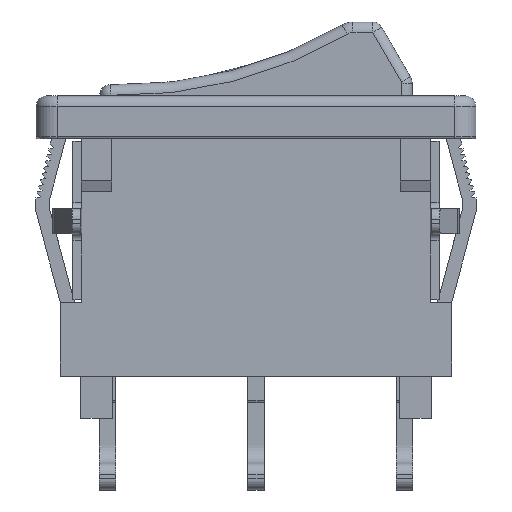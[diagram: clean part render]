
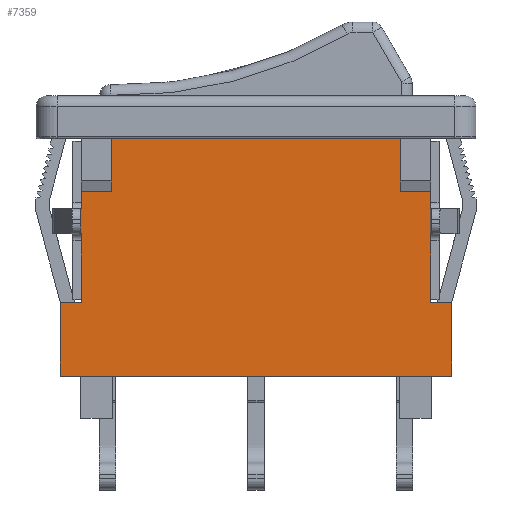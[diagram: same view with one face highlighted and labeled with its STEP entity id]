
A CAD part, left-side view. The second image highlights one B-rep face of the part: STEP entity #7359.
In plain terms, the highlighted planar face has unit normal (-1, 0, 0).
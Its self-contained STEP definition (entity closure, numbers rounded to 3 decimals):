
#240=LINE('',#9716,#870);
#248=LINE('',#9732,#878);
#254=LINE('',#9746,#884);
#255=LINE('',#9749,#885);
#256=LINE('',#9750,#886);
#257=LINE('',#9752,#887);
#258=LINE('',#9754,#888);
#259=LINE('',#9756,#889);
#260=LINE('',#9758,#890);
#261=LINE('',#9760,#891);
#262=LINE('',#9762,#892);
#263=LINE('',#9764,#893);
#264=LINE('',#9766,#894);
#265=LINE('',#9768,#895);
#266=LINE('',#9770,#896);
#267=LINE('',#9772,#897);
#268=LINE('',#9774,#898);
#269=LINE('',#9776,#899);
#270=LINE('',#9778,#900);
#271=LINE('',#9779,#901);
#870=VECTOR('',#8145,1000.);
#878=VECTOR('',#8153,1000.);
#884=VECTOR('',#8163,1000.);
#885=VECTOR('',#8164,1000.);
#886=VECTOR('',#8165,1000.);
#887=VECTOR('',#8166,1000.);
#888=VECTOR('',#8167,1000.);
#889=VECTOR('',#8168,1000.);
#890=VECTOR('',#8169,1000.);
#891=VECTOR('',#8170,1000.);
#892=VECTOR('',#8171,1000.);
#893=VECTOR('',#8172,1000.);
#894=VECTOR('',#8173,1000.);
#895=VECTOR('',#8174,1000.);
#896=VECTOR('',#8175,1000.);
#897=VECTOR('',#8176,1000.);
#898=VECTOR('',#8177,1000.);
#899=VECTOR('',#8178,1000.);
#900=VECTOR('',#8179,1000.);
#901=VECTOR('',#8180,1000.);
#1486=PLANE('',#7660);
#1722=ORIENTED_EDGE('',*,*,#3332,.F.);
#1723=ORIENTED_EDGE('',*,*,#3333,.T.);
#1724=ORIENTED_EDGE('',*,*,#3325,.T.);
#1725=ORIENTED_EDGE('',*,*,#3334,.T.);
#1726=ORIENTED_EDGE('',*,*,#3335,.T.);
#1727=ORIENTED_EDGE('',*,*,#3336,.T.);
#1728=ORIENTED_EDGE('',*,*,#3337,.F.);
#1729=ORIENTED_EDGE('',*,*,#3338,.T.);
#1730=ORIENTED_EDGE('',*,*,#3339,.T.);
#1731=ORIENTED_EDGE('',*,*,#3340,.F.);
#1732=ORIENTED_EDGE('',*,*,#3341,.T.);
#1733=ORIENTED_EDGE('',*,*,#3342,.T.);
#1734=ORIENTED_EDGE('',*,*,#3343,.T.);
#1735=ORIENTED_EDGE('',*,*,#3344,.T.);
#1736=ORIENTED_EDGE('',*,*,#3345,.T.);
#1737=ORIENTED_EDGE('',*,*,#3346,.T.);
#1738=ORIENTED_EDGE('',*,*,#3347,.T.);
#1739=ORIENTED_EDGE('',*,*,#3348,.T.);
#1740=ORIENTED_EDGE('',*,*,#3317,.T.);
#1741=ORIENTED_EDGE('',*,*,#3349,.F.);
#3317=EDGE_CURVE('',#4122,#4121,#240,.T.);
#3325=EDGE_CURVE('',#4130,#4129,#248,.T.);
#3332=EDGE_CURVE('',#4136,#4137,#254,.T.);
#3333=EDGE_CURVE('',#4136,#4130,#255,.T.);
#3334=EDGE_CURVE('',#4129,#4138,#256,.T.);
#3335=EDGE_CURVE('',#4138,#4139,#257,.T.);
#3336=EDGE_CURVE('',#4139,#4140,#258,.T.);
#3337=EDGE_CURVE('',#4141,#4140,#259,.T.);
#3338=EDGE_CURVE('',#4141,#4142,#260,.T.);
#3339=EDGE_CURVE('',#4142,#4143,#261,.T.);
#3340=EDGE_CURVE('',#4144,#4143,#262,.T.);
#3341=EDGE_CURVE('',#4144,#4145,#263,.T.);
#3342=EDGE_CURVE('',#4145,#4146,#264,.T.);
#3343=EDGE_CURVE('',#4146,#4147,#265,.T.);
#3344=EDGE_CURVE('',#4147,#4148,#266,.T.);
#3345=EDGE_CURVE('',#4148,#4149,#267,.T.);
#3346=EDGE_CURVE('',#4149,#4150,#268,.T.);
#3347=EDGE_CURVE('',#4150,#4151,#269,.T.);
#3348=EDGE_CURVE('',#4151,#4122,#270,.T.);
#3349=EDGE_CURVE('',#4137,#4121,#271,.T.);
#4121=VERTEX_POINT('',#9715);
#4122=VERTEX_POINT('',#9717);
#4129=VERTEX_POINT('',#9731);
#4130=VERTEX_POINT('',#9733);
#4136=VERTEX_POINT('',#9747);
#4137=VERTEX_POINT('',#9748);
#4138=VERTEX_POINT('',#9751);
#4139=VERTEX_POINT('',#9753);
#4140=VERTEX_POINT('',#9755);
#4141=VERTEX_POINT('',#9757);
#4142=VERTEX_POINT('',#9759);
#4143=VERTEX_POINT('',#9761);
#4144=VERTEX_POINT('',#9763);
#4145=VERTEX_POINT('',#9765);
#4146=VERTEX_POINT('',#9767);
#4147=VERTEX_POINT('',#9769);
#4148=VERTEX_POINT('',#9771);
#4149=VERTEX_POINT('',#9773);
#4150=VERTEX_POINT('',#9775);
#4151=VERTEX_POINT('',#9777);
#4647=EDGE_LOOP('',(#1722,#1723,#1724,#1725,#1726,#1727,#1728,#1729,#1730,
#1731,#1732,#1733,#1734,#1735,#1736,#1737,#1738,#1739,#1740,#1741));
#4957=FACE_BOUND('',#4647,.T.);
#7359=ADVANCED_FACE('',(#4957),#1486,.T.);
#7660=AXIS2_PLACEMENT_3D('',#9745,#8161,#8162);
#8145=DIRECTION('',(0.,0.,1.));
#8153=DIRECTION('',(0.,0.,1.));
#8161=DIRECTION('',(-1.,0.,0.));
#8162=DIRECTION('',(0.,0.,1.));
#8163=DIRECTION('',(0.,0.,-1.));
#8164=DIRECTION('',(0.,-1.,0.));
#8165=DIRECTION('',(0.,1.,0.));
#8166=DIRECTION('',(0.,0.,1.));
#8167=DIRECTION('',(0.,1.,0.));
#8168=DIRECTION('',(0.,0.,1.));
#8169=DIRECTION('',(0.,1.,0.));
#8170=DIRECTION('',(0.,0.,-1.));
#8171=DIRECTION('',(0.,1.,0.));
#8172=DIRECTION('',(0.,0.,-1.));
#8173=DIRECTION('',(0.,1.,0.));
#8174=DIRECTION('',(0.,0.,-1.));
#8175=DIRECTION('',(0.,1.,0.));
#8176=DIRECTION('',(0.,0.,-1.));
#8177=DIRECTION('',(0.,-1.,0.));
#8178=DIRECTION('',(0.,0.,1.));
#8179=DIRECTION('',(0.,1.,0.));
#8180=DIRECTION('',(0.,-1.,0.));
#9715=CARTESIAN_POINT('',(-6.35,-8.27,-6.535));
#9716=CARTESIAN_POINT('',(-6.35,-8.27,-9.774));
#9717=CARTESIAN_POINT('',(-6.35,-8.27,-9.774));
#9731=CARTESIAN_POINT('',(-6.35,-8.27,-4.53));
#9732=CARTESIAN_POINT('',(-6.35,-8.27,-9.774));
#9733=CARTESIAN_POINT('',(-6.35,-8.27,-5.345));
#9745=CARTESIAN_POINT('',(-6.35,0.,0.));
#9746=CARTESIAN_POINT('',(-6.35,-8.26,0.));
#9747=CARTESIAN_POINT('',(-6.35,-8.26,-5.345));
#9748=CARTESIAN_POINT('',(-6.35,-8.26,-6.535));
#9749=CARTESIAN_POINT('',(-6.35,0.,-5.345));
#9750=CARTESIAN_POINT('',(-6.35,-8.27,-4.53));
#9751=CARTESIAN_POINT('',(-6.35,-6.827,-4.53));
#9752=CARTESIAN_POINT('',(-6.35,-6.827,-4.53));
#9753=CARTESIAN_POINT('',(-6.35,-6.827,-2.03));
#9754=CARTESIAN_POINT('',(-6.35,8.27,-2.03));
#9755=CARTESIAN_POINT('',(-6.35,6.827,-2.03));
#9756=CARTESIAN_POINT('',(-6.35,6.827,-4.53));
#9757=CARTESIAN_POINT('',(-6.35,6.827,-4.53));
#9758=CARTESIAN_POINT('',(-6.35,6.827,-4.53));
#9759=CARTESIAN_POINT('',(-6.35,8.27,-4.53));
#9760=CARTESIAN_POINT('',(-6.35,8.27,-9.774));
#9761=CARTESIAN_POINT('',(-6.35,8.27,-5.345));
#9762=CARTESIAN_POINT('',(-6.35,0.,-5.345));
#9763=CARTESIAN_POINT('',(-6.35,8.26,-5.345));
#9764=CARTESIAN_POINT('',(-6.35,8.26,0.));
#9765=CARTESIAN_POINT('',(-6.35,8.26,-6.535));
#9766=CARTESIAN_POINT('',(-6.35,0.,-6.535));
#9767=CARTESIAN_POINT('',(-6.35,8.27,-6.535));
#9768=CARTESIAN_POINT('',(-6.35,8.27,-9.774));
#9769=CARTESIAN_POINT('',(-6.35,8.27,-9.774));
#9770=CARTESIAN_POINT('',(-6.35,9.27,-9.774));
#9771=CARTESIAN_POINT('',(-6.35,9.27,-9.774));
#9772=CARTESIAN_POINT('',(-6.35,9.27,-13.274));
#9773=CARTESIAN_POINT('',(-6.35,9.27,-13.274));
#9774=CARTESIAN_POINT('',(-6.35,0.,-13.274));
#9775=CARTESIAN_POINT('',(-6.35,-9.27,-13.274));
#9776=CARTESIAN_POINT('',(-6.35,-9.27,-13.274));
#9777=CARTESIAN_POINT('',(-6.35,-9.27,-9.774));
#9778=CARTESIAN_POINT('',(-6.35,-9.27,-9.774));
#9779=CARTESIAN_POINT('',(-6.35,0.,-6.535));
